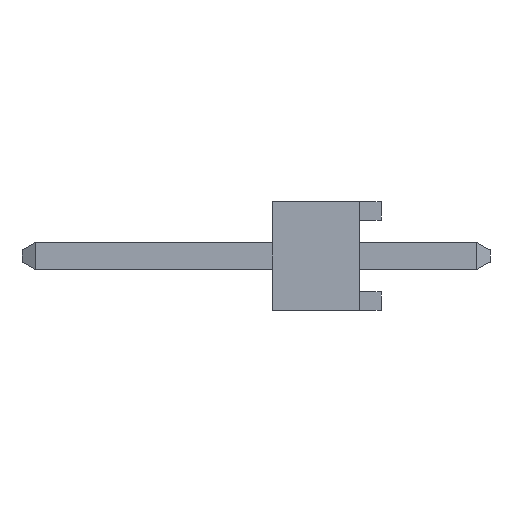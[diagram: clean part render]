
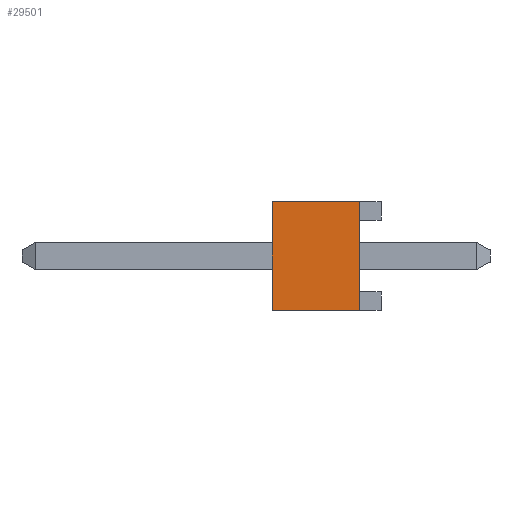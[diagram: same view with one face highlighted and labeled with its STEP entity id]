
A CAD part, left-side view. The second image highlights one B-rep face of the part: STEP entity #29501.
In plain terms, the highlighted planar face has unit normal (-1, 0, 0).
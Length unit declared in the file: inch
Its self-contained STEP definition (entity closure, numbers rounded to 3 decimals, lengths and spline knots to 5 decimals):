
#419 = DIRECTION ( 'NONE',  ( 0., 0., -1. ) ) ;
#4047 = CARTESIAN_POINT ( 'NONE',  ( -1.5, 0.1, 0.05 ) ) ;
#4905 = CARTESIAN_POINT ( 'NONE',  ( -1.5, 0.1, 0.05 ) ) ;
#5658 = LINE ( 'NONE', #25011, #19385 ) ;
#6125 = VECTOR ( 'NONE', #419, 39.37008 ) ;
#6834 = ORIENTED_EDGE ( 'NONE', *, *, #33125, .T. ) ;
#6871 = CARTESIAN_POINT ( 'NONE',  ( -1.5, 0.1, 0.05 ) ) ;
#6992 = CARTESIAN_POINT ( 'NONE',  ( -1.5, 0.1, -0.05 ) ) ;
#7332 = DIRECTION ( 'NONE',  ( 0., -1., 0. ) ) ;
#7663 = EDGE_CURVE ( 'NONE', #20431, #10710, #35048, .T. ) ;
#10710 = VERTEX_POINT ( 'NONE', #20927 ) ;
#11547 = AXIS2_PLACEMENT_3D ( 'NONE', #24492, #34504, #30399 ) ;
#13190 = ORIENTED_EDGE ( 'NONE', *, *, #16530, .F. ) ;
#13739 = DIRECTION ( 'NONE',  ( 0., -1., 0. ) ) ;
#14874 = CARTESIAN_POINT ( 'NONE',  ( -1.5, 0.02, 0.05 ) ) ;
#15305 = CARTESIAN_POINT ( 'NONE',  ( -1.5, 0.02, -0.05 ) ) ;
#15350 = ORIENTED_EDGE ( 'NONE', *, *, #34646, .F. ) ;
#16530 = EDGE_CURVE ( 'NONE', #22166, #28555, #5658, .T. ) ;
#16660 = ORIENTED_EDGE ( 'NONE', *, *, #7663, .T. ) ;
#17114 = LINE ( 'NONE', #6992, #30678 ) ;
#18516 = FACE_OUTER_BOUND ( 'NONE', #29723, .T. ) ;
#18985 = LINE ( 'NONE', #4047, #26180 ) ;
#19385 = VECTOR ( 'NONE', #25127, 39.37008 ) ;
#20431 = VERTEX_POINT ( 'NONE', #6871 ) ;
#20927 = CARTESIAN_POINT ( 'NONE',  ( -1.5, 0.1, -0.05 ) ) ;
#22166 = VERTEX_POINT ( 'NONE', #14874 ) ;
#24492 = CARTESIAN_POINT ( 'NONE',  ( -1.5, 0.1, 0.05 ) ) ;
#25011 = CARTESIAN_POINT ( 'NONE',  ( -1.5, 0.02, 0.05 ) ) ;
#25127 = DIRECTION ( 'NONE',  ( 0., 0., -1. ) ) ;
#26180 = VECTOR ( 'NONE', #7332, 39.37008 ) ;
#28555 = VERTEX_POINT ( 'NONE', #15305 ) ;
#29501 = ADVANCED_FACE ( 'NONE', ( #18516 ), #34461, .F. ) ;
#29723 = EDGE_LOOP ( 'NONE', ( #6834, #13190, #15350, #16660 ) ) ;
#30399 = DIRECTION ( 'NONE',  ( 0., 1., 0. ) ) ;
#30678 = VECTOR ( 'NONE', #13739, 39.37008 ) ;
#33125 = EDGE_CURVE ( 'NONE', #10710, #28555, #17114, .T. ) ;
#34461 = PLANE ( 'NONE',  #11547 ) ;
#34504 = DIRECTION ( 'NONE',  ( 1., 0., 0. ) ) ;
#34646 = EDGE_CURVE ( 'NONE', #20431, #22166, #18985, .T. ) ;
#35048 = LINE ( 'NONE', #4905, #6125 ) ;
